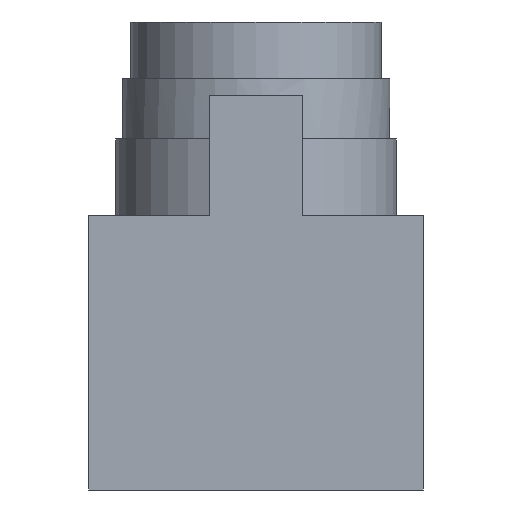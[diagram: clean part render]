
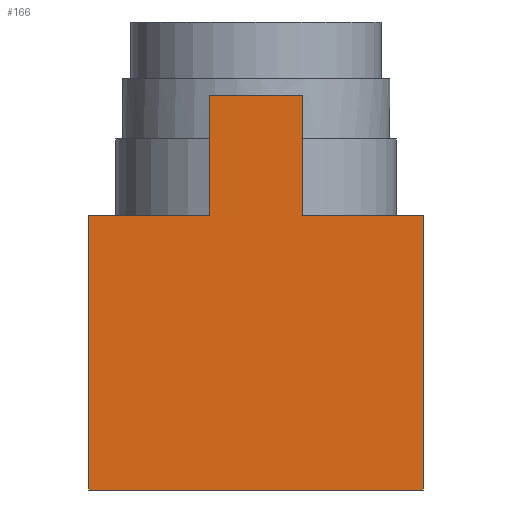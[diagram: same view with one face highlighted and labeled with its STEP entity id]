
A CAD part, left-side view. The second image highlights one B-rep face of the part: STEP entity #166.
In plain terms, the highlighted planar face has unit normal (-1, 0, 0).
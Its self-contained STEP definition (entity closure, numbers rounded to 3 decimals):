
#145=PLANE('',#615);
#166=ADVANCED_FACE('',(#206),#145,.F.);
#206=FACE_OUTER_BOUND('',#225,.T.);
#225=EDGE_LOOP('',(#303,#304,#305,#306,#307,#308,#309,#310));
#303=ORIENTED_EDGE('',*,*,#472,.T.);
#304=ORIENTED_EDGE('',*,*,#473,.F.);
#305=ORIENTED_EDGE('',*,*,#474,.F.);
#306=ORIENTED_EDGE('',*,*,#475,.F.);
#307=ORIENTED_EDGE('',*,*,#476,.F.);
#308=ORIENTED_EDGE('',*,*,#477,.T.);
#309=ORIENTED_EDGE('',*,*,#478,.F.);
#310=ORIENTED_EDGE('',*,*,#479,.T.);
#421=VERTEX_POINT('',#835);
#422=VERTEX_POINT('',#836);
#423=VERTEX_POINT('',#838);
#424=VERTEX_POINT('',#840);
#425=VERTEX_POINT('',#842);
#426=VERTEX_POINT('',#844);
#427=VERTEX_POINT('',#846);
#428=VERTEX_POINT('',#848);
#472=EDGE_CURVE('',#421,#422,#528,.T.);
#473=EDGE_CURVE('',#423,#422,#529,.T.);
#474=EDGE_CURVE('',#424,#423,#530,.T.);
#475=EDGE_CURVE('',#425,#424,#531,.T.);
#476=EDGE_CURVE('',#426,#425,#532,.T.);
#477=EDGE_CURVE('',#426,#427,#533,.T.);
#478=EDGE_CURVE('',#428,#427,#534,.T.);
#479=EDGE_CURVE('',#428,#421,#535,.T.);
#528=LINE('',#834,#570);
#529=LINE('',#837,#571);
#530=LINE('',#839,#572);
#531=LINE('',#841,#573);
#532=LINE('',#843,#574);
#533=LINE('',#845,#575);
#534=LINE('',#847,#576);
#535=LINE('',#849,#577);
#570=VECTOR('',#684,1.);
#571=VECTOR('',#685,1.);
#572=VECTOR('',#686,1.);
#573=VECTOR('',#687,1.);
#574=VECTOR('',#688,1.);
#575=VECTOR('',#689,1.);
#576=VECTOR('',#690,1.);
#577=VECTOR('',#691,1.);
#615=AXIS2_PLACEMENT_3D('',#850,#692,#693);
#684=DIRECTION('',(0.,-1.,0.));
#685=DIRECTION('',(0.,0.,-1.));
#686=DIRECTION('',(0.,-1.,0.));
#687=DIRECTION('',(0.,0.,-1.));
#688=DIRECTION('',(0.,-1.,0.));
#689=DIRECTION('',(0.,0.,-1.));
#690=DIRECTION('',(0.,-1.,0.));
#691=DIRECTION('',(0.,0.,-1.));
#692=DIRECTION('',(1.,0.,0.));
#693=DIRECTION('',(0.,0.,-1.));
#834=CARTESIAN_POINT('',(0.,50.,0.));
#835=CARTESIAN_POINT('',(0.,50.,0.));
#836=CARTESIAN_POINT('',(0.,0.,0.));
#837=CARTESIAN_POINT('',(0.,0.,41.));
#838=CARTESIAN_POINT('',(0.,0.,41.));
#839=CARTESIAN_POINT('',(0.,50.,41.));
#840=CARTESIAN_POINT('',(0.,18.,41.));
#841=CARTESIAN_POINT('',(0.,18.,59.));
#842=CARTESIAN_POINT('',(0.,18.,59.));
#843=CARTESIAN_POINT('',(0.,32.,59.));
#844=CARTESIAN_POINT('',(0.,32.,59.));
#845=CARTESIAN_POINT('',(0.,32.,59.));
#846=CARTESIAN_POINT('',(0.,32.,41.));
#847=CARTESIAN_POINT('',(0.,50.,41.));
#848=CARTESIAN_POINT('',(0.,50.,41.));
#849=CARTESIAN_POINT('',(0.,50.,41.));
#850=CARTESIAN_POINT('',(0.,50.,41.));
